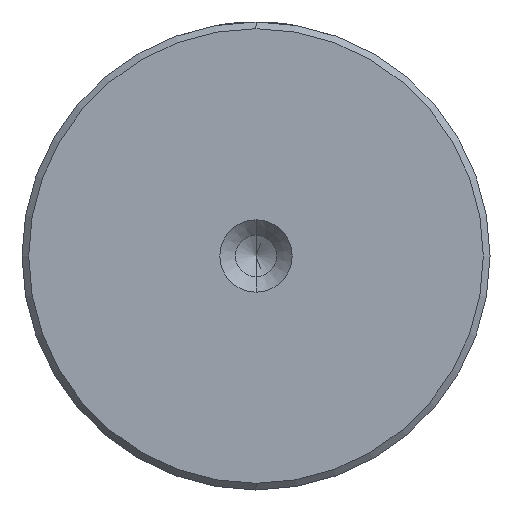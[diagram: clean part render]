
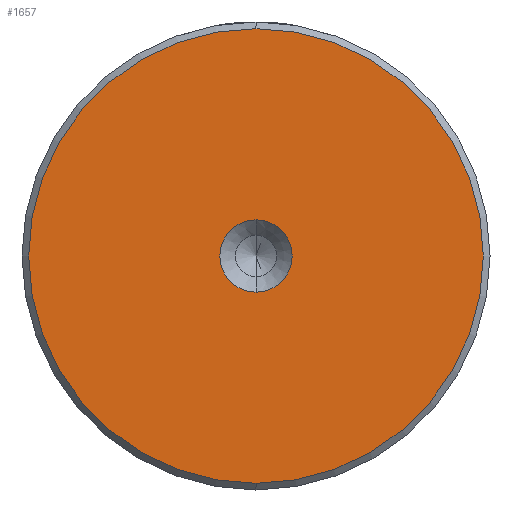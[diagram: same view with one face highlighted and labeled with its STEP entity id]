
A CAD part, left-side view. The second image highlights one B-rep face of the part: STEP entity #1657.
In plain terms, the highlighted planar face has unit normal (-1, 0, 0).
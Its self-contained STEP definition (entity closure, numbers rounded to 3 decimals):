
#46 = CARTESIAN_POINT ( 'NONE',  ( 0., 0., 17. ) ) ;
#127 = CIRCLE ( 'NONE', #1668, 17. ) ;
#241 = FACE_OUTER_BOUND ( 'NONE', #501, .T. ) ;
#291 = AXIS2_PLACEMENT_3D ( 'NONE', #1791, #1653, #1646 ) ;
#442 = CARTESIAN_POINT ( 'NONE',  ( 0., 0., 0. ) ) ;
#485 = ORIENTED_EDGE ( 'NONE', *, *, #1761, .T. ) ;
#501 = EDGE_LOOP ( 'NONE', ( #834, #485 ) ) ;
#524 = DIRECTION ( 'NONE',  ( -1., 0., 0. ) ) ;
#554 = CIRCLE ( 'NONE', #291, 2.7 ) ;
#557 = EDGE_CURVE ( 'NONE', #1219, #1124, #554, .T. ) ;
#573 = CIRCLE ( 'NONE', #1918, 17. ) ;
#587 = EDGE_LOOP ( 'NONE', ( #1762, #1495 ) ) ;
#693 = DIRECTION ( 'NONE',  ( -1., 0., 0. ) ) ;
#748 = CARTESIAN_POINT ( 'NONE',  ( 0., 0., 0. ) ) ;
#811 = PLANE ( 'NONE',  #1169 ) ;
#834 = ORIENTED_EDGE ( 'NONE', *, *, #1776, .T. ) ;
#874 = AXIS2_PLACEMENT_3D ( 'NONE', #748, #2057, #924 ) ;
#924 = DIRECTION ( 'NONE',  ( 0., 0., 1. ) ) ;
#1006 = DIRECTION ( 'NONE',  ( 0., 0., 1. ) ) ;
#1010 = CIRCLE ( 'NONE', #874, 2.7 ) ;
#1124 = VERTEX_POINT ( 'NONE', #1949 ) ;
#1169 = AXIS2_PLACEMENT_3D ( 'NONE', #442, #2126, #1006 ) ;
#1219 = VERTEX_POINT ( 'NONE', #1983 ) ;
#1308 = VERTEX_POINT ( 'NONE', #2102 ) ;
#1311 = VERTEX_POINT ( 'NONE', #46 ) ;
#1495 = ORIENTED_EDGE ( 'NONE', *, *, #1878, .F. ) ;
#1633 = CARTESIAN_POINT ( 'NONE',  ( 0., 0., 0. ) ) ;
#1646 = DIRECTION ( 'NONE',  ( 0., 0., 1. ) ) ;
#1653 = DIRECTION ( 'NONE',  ( -1., 0., 0. ) ) ;
#1657 = ADVANCED_FACE ( 'NONE', ( #241, #1848 ), #811, .T. ) ;
#1668 = AXIS2_PLACEMENT_3D ( 'NONE', #1801, #693, #2000 ) ;
#1761 = EDGE_CURVE ( 'NONE', #1311, #1308, #127, .T. ) ;
#1762 = ORIENTED_EDGE ( 'NONE', *, *, #557, .F. ) ;
#1776 = EDGE_CURVE ( 'NONE', #1308, #1311, #573, .T. ) ;
#1791 = CARTESIAN_POINT ( 'NONE',  ( 0., 0., 0. ) ) ;
#1801 = CARTESIAN_POINT ( 'NONE',  ( 0., 0., 0. ) ) ;
#1809 = DIRECTION ( 'NONE',  ( 0., 0., 1. ) ) ;
#1848 = FACE_BOUND ( 'NONE', #587, .T. ) ;
#1878 = EDGE_CURVE ( 'NONE', #1124, #1219, #1010, .T. ) ;
#1918 = AXIS2_PLACEMENT_3D ( 'NONE', #1633, #524, #1809 ) ;
#1949 = CARTESIAN_POINT ( 'NONE',  ( 0., 0., -2.7 ) ) ;
#1983 = CARTESIAN_POINT ( 'NONE',  ( 0., 0., 2.7 ) ) ;
#2000 = DIRECTION ( 'NONE',  ( 0., 0., 1. ) ) ;
#2057 = DIRECTION ( 'NONE',  ( -1., 0., 0. ) ) ;
#2102 = CARTESIAN_POINT ( 'NONE',  ( 0., 0., -17. ) ) ;
#2126 = DIRECTION ( 'NONE',  ( -1., 0., 0. ) ) ;
